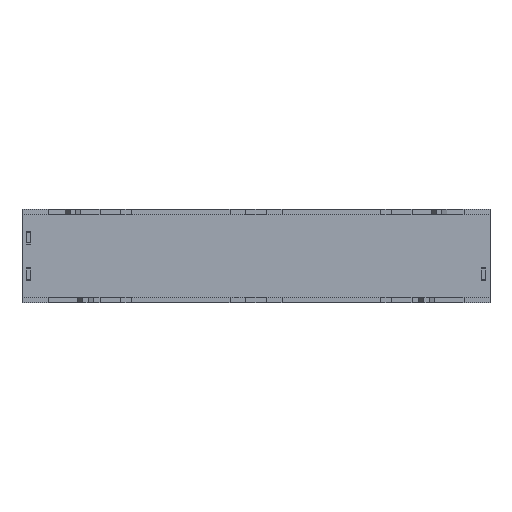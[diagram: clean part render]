
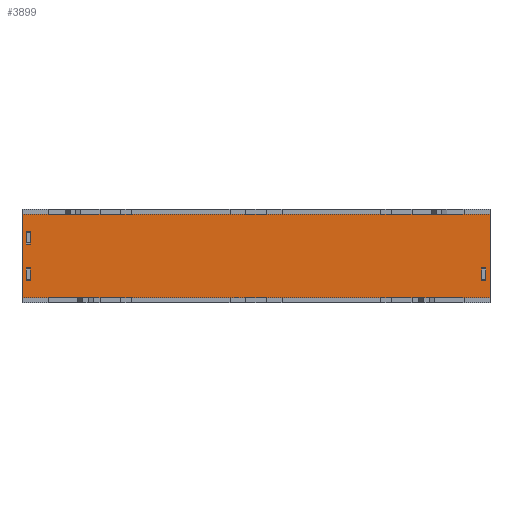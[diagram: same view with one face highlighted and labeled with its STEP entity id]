
A CAD part, front view. The second image highlights one B-rep face of the part: STEP entity #3899.
In plain terms, the highlighted planar face has unit normal (0, -1, 0).
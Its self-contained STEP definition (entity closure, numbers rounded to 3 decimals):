
#3222=DIRECTION('',(0.,0.,1.));
#3223=VECTOR('',#3222,8.);
#3224=CARTESIAN_POINT('',(-22.5,0.,-4.));
#3225=LINE('',#3224,#3223);
#3226=DIRECTION('',(0.,0.,-1.));
#3227=VECTOR('',#3226,8.);
#3228=CARTESIAN_POINT('',(22.5,0.,4.));
#3229=LINE('',#3228,#3227);
#3230=DIRECTION('',(0.,0.,1.));
#3231=VECTOR('',#3230,1.2);
#3232=CARTESIAN_POINT('',(-22.1,0.,-2.35));
#3233=LINE('',#3232,#3231);
#3234=DIRECTION('',(-1.,0.,0.));
#3235=VECTOR('',#3234,0.4);
#3236=CARTESIAN_POINT('',(-21.7,0.,-2.35));
#3237=LINE('',#3236,#3235);
#3238=DIRECTION('',(0.,0.,1.));
#3239=VECTOR('',#3238,1.2);
#3240=CARTESIAN_POINT('',(-21.7,0.,-2.35));
#3241=LINE('',#3240,#3239);
#3242=DIRECTION('',(-1.,0.,0.));
#3243=VECTOR('',#3242,0.4);
#3244=CARTESIAN_POINT('',(-21.7,0.,-1.15));
#3245=LINE('',#3244,#3243);
#3246=DIRECTION('',(0.,0.,1.));
#3247=VECTOR('',#3246,1.2);
#3248=CARTESIAN_POINT('',(-22.1,0.,1.15));
#3249=LINE('',#3248,#3247);
#3250=DIRECTION('',(-1.,0.,0.));
#3251=VECTOR('',#3250,0.4);
#3252=CARTESIAN_POINT('',(-21.7,0.,1.15));
#3253=LINE('',#3252,#3251);
#3254=DIRECTION('',(0.,0.,1.));
#3255=VECTOR('',#3254,1.2);
#3256=CARTESIAN_POINT('',(-21.7,0.,1.15));
#3257=LINE('',#3256,#3255);
#3258=DIRECTION('',(-1.,0.,0.));
#3259=VECTOR('',#3258,0.4);
#3260=CARTESIAN_POINT('',(-21.7,0.,2.35));
#3261=LINE('',#3260,#3259);
#3262=DIRECTION('',(0.,0.,-1.));
#3263=VECTOR('',#3262,1.2);
#3264=CARTESIAN_POINT('',(22.1,0.,-1.15));
#3265=LINE('',#3264,#3263);
#3266=DIRECTION('',(1.,0.,0.));
#3267=VECTOR('',#3266,0.4);
#3268=CARTESIAN_POINT('',(21.7,0.,-1.15));
#3269=LINE('',#3268,#3267);
#3270=DIRECTION('',(0.,0.,-1.));
#3271=VECTOR('',#3270,1.2);
#3272=CARTESIAN_POINT('',(21.7,0.,-1.15));
#3273=LINE('',#3272,#3271);
#3274=DIRECTION('',(1.,0.,0.));
#3275=VECTOR('',#3274,0.4);
#3276=CARTESIAN_POINT('',(21.7,0.,-2.35));
#3277=LINE('',#3276,#3275);
#3282=DIRECTION('',(1.,0.,0.));
#3283=VECTOR('',#3282,45.);
#3284=CARTESIAN_POINT('',(-22.5,0.,-4.));
#3285=LINE('',#3284,#3283);
#3442=DIRECTION('',(-1.,0.,0.));
#3443=VECTOR('',#3442,45.);
#3444=CARTESIAN_POINT('',(22.5,0.,4.));
#3445=LINE('',#3444,#3443);
#3702=CARTESIAN_POINT('',(22.5,0.,4.));
#3703=CARTESIAN_POINT('',(22.5,0.,-4.));
#3704=VERTEX_POINT('',#3702);
#3705=VERTEX_POINT('',#3703);
#3706=CARTESIAN_POINT('',(-22.5,0.,-4.));
#3707=CARTESIAN_POINT('',(-22.5,0.,4.));
#3708=VERTEX_POINT('',#3706);
#3709=VERTEX_POINT('',#3707);
#3806=CARTESIAN_POINT('',(-22.1,0.,-2.35));
#3807=CARTESIAN_POINT('',(-22.1,0.,-1.15));
#3808=VERTEX_POINT('',#3806);
#3809=VERTEX_POINT('',#3807);
#3810=CARTESIAN_POINT('',(-22.1,0.,1.15));
#3811=CARTESIAN_POINT('',(-22.1,0.,2.35));
#3812=VERTEX_POINT('',#3810);
#3813=VERTEX_POINT('',#3811);
#3814=CARTESIAN_POINT('',(-21.7,0.,-2.35));
#3815=CARTESIAN_POINT('',(-21.7,0.,-1.15));
#3816=VERTEX_POINT('',#3814);
#3817=VERTEX_POINT('',#3815);
#3818=CARTESIAN_POINT('',(-21.7,0.,1.15));
#3819=CARTESIAN_POINT('',(-21.7,0.,2.35));
#3820=VERTEX_POINT('',#3818);
#3821=VERTEX_POINT('',#3819);
#3846=CARTESIAN_POINT('',(22.1,0.,-1.15));
#3847=CARTESIAN_POINT('',(22.1,0.,-2.35));
#3848=VERTEX_POINT('',#3846);
#3849=VERTEX_POINT('',#3847);
#3850=CARTESIAN_POINT('',(21.7,0.,-1.15));
#3851=CARTESIAN_POINT('',(21.7,0.,-2.35));
#3852=VERTEX_POINT('',#3850);
#3853=VERTEX_POINT('',#3851);
#3854=CARTESIAN_POINT('',(0.,0.,0.));
#3855=DIRECTION('',(0.,1.,0.));
#3856=DIRECTION('',(1.,0.,0.));
#3857=AXIS2_PLACEMENT_3D('',#3854,#3855,#3856);
#3858=PLANE('',#3857);
#3860=ORIENTED_EDGE('',*,*,#3859,.F.);
#3862=ORIENTED_EDGE('',*,*,#3861,.T.);
#3864=ORIENTED_EDGE('',*,*,#3863,.F.);
#3866=ORIENTED_EDGE('',*,*,#3865,.T.);
#3867=EDGE_LOOP('',(#3860,#3862,#3864,#3866));
#3868=FACE_OUTER_BOUND('',#3867,.F.);
#3870=ORIENTED_EDGE('',*,*,#3869,.F.);
#3872=ORIENTED_EDGE('',*,*,#3871,.F.);
#3874=ORIENTED_EDGE('',*,*,#3873,.T.);
#3876=ORIENTED_EDGE('',*,*,#3875,.T.);
#3877=EDGE_LOOP('',(#3870,#3872,#3874,#3876));
#3878=FACE_BOUND('',#3877,.F.);
#3880=ORIENTED_EDGE('',*,*,#3879,.F.);
#3882=ORIENTED_EDGE('',*,*,#3881,.F.);
#3884=ORIENTED_EDGE('',*,*,#3883,.T.);
#3886=ORIENTED_EDGE('',*,*,#3885,.T.);
#3887=EDGE_LOOP('',(#3880,#3882,#3884,#3886));
#3888=FACE_BOUND('',#3887,.F.);
#3890=ORIENTED_EDGE('',*,*,#3889,.F.);
#3892=ORIENTED_EDGE('',*,*,#3891,.F.);
#3894=ORIENTED_EDGE('',*,*,#3893,.T.);
#3896=ORIENTED_EDGE('',*,*,#3895,.T.);
#3897=EDGE_LOOP('',(#3890,#3892,#3894,#3896));
#3898=FACE_BOUND('',#3897,.F.);
#3899=ADVANCED_FACE('',(#3868,#3878,#3888,#3898),#3858,.F.);
#3859=EDGE_CURVE('',#3708,#3705,#3285,.T.);
#3861=EDGE_CURVE('',#3708,#3709,#3225,.T.);
#3863=EDGE_CURVE('',#3704,#3709,#3445,.T.);
#3865=EDGE_CURVE('',#3704,#3705,#3229,.T.);
#3869=EDGE_CURVE('',#3808,#3809,#3233,.T.);
#3871=EDGE_CURVE('',#3816,#3808,#3237,.T.);
#3873=EDGE_CURVE('',#3816,#3817,#3241,.T.);
#3875=EDGE_CURVE('',#3817,#3809,#3245,.T.);
#3879=EDGE_CURVE('',#3812,#3813,#3249,.T.);
#3881=EDGE_CURVE('',#3820,#3812,#3253,.T.);
#3883=EDGE_CURVE('',#3820,#3821,#3257,.T.);
#3885=EDGE_CURVE('',#3821,#3813,#3261,.T.);
#3889=EDGE_CURVE('',#3848,#3849,#3265,.T.);
#3891=EDGE_CURVE('',#3852,#3848,#3269,.T.);
#3893=EDGE_CURVE('',#3852,#3853,#3273,.T.);
#3895=EDGE_CURVE('',#3853,#3849,#3277,.T.);
